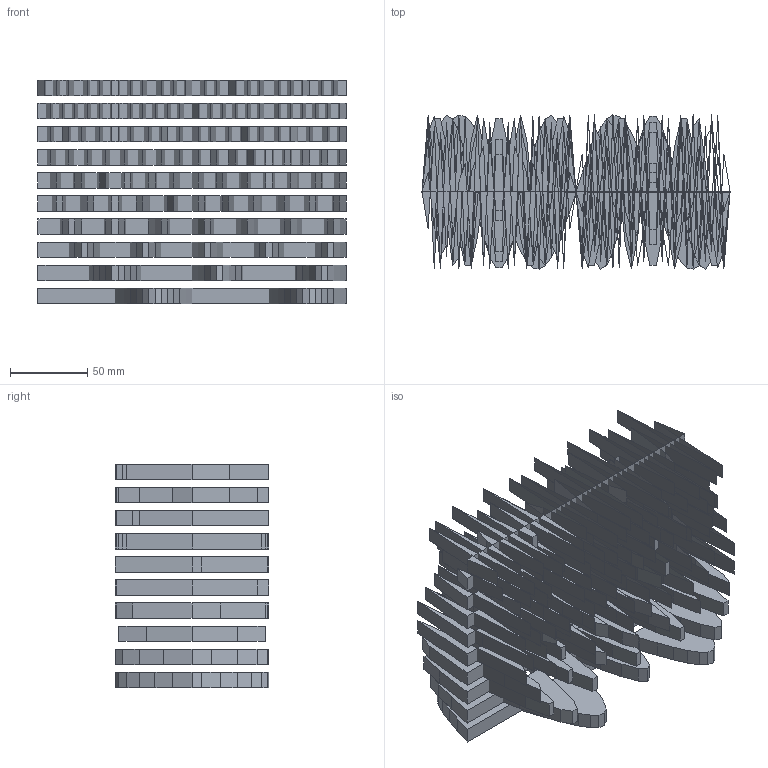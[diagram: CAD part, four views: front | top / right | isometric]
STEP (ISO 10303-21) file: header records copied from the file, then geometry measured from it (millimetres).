
FILE_DESCRIPTION(('Open CASCADE Model'),'2;1');
FILE_NAME('Open CASCADE Shape Model','2024-05-30T20:57:39',('Author'),( 'Open CASCADE'),'Open CASCADE STEP processor 7.7','Open CASCADE 7.7' ,'Unknown');
FILE_SCHEMA(('AUTOMOTIVE_DESIGN { 1 0 10303 214 1 1 1 1 }'));
Length unit declared in the file: millimetre
Products named in the file (11): Open CASCADE STEP translator 7.7 18; Open CASCADE STEP translator 7.7 18.1; Open CASCADE STEP translator 7.7 18.2; Open CASCADE STEP translator 7.7 18.3; Open CASCADE STEP translator 7.7 18.4; Open CASCADE STEP translator 7.7 18.5; Open CASCADE STEP translator 7.7 18.6; Open CASCADE STEP translator 7.7 18.7; Open CASCADE STEP translator 7.7 18.8; Open CASCADE STEP translator 7.7 18.9; Open CASCADE STEP translator 7.7 18.10
Assembly tree (10 placements, depth 2):
  Open CASCADE STEP translator 7.7 18
    Open CASCADE STEP translator 7.7 18.1
    Open CASCADE STEP translator 7.7 18.2
    Open CASCADE STEP translator 7.7 18.3
    Open CASCADE STEP translator 7.7 18.4
    Open CASCADE STEP translator 7.7 18.5
    Open CASCADE STEP translator 7.7 18.6
    Open CASCADE STEP translator 7.7 18.7
    Open CASCADE STEP translator 7.7 18.8
    Open CASCADE STEP translator 7.7 18.9
    Open CASCADE STEP translator 7.7 18.10
Bounding box: 200 x 99.8 x 145 mm (x, y, z)
Volume: 0 mm3; surface area: 295005.1 mm2
Topology: 10 solids, 10 shells, 752 faces, 1956 edges, 1224 vertices
Faces by surface type: plane 752
Entity records: 35800 total; most frequent: CARTESIAN_POINT 5935, DIRECTION 5474, LINE 4428, VECTOR 4428, ORIENTED_EDGE 2952, PCURVE 2952, DEFINITIONAL_REPRESENTATION 2952, EDGE_CURVE 1476
